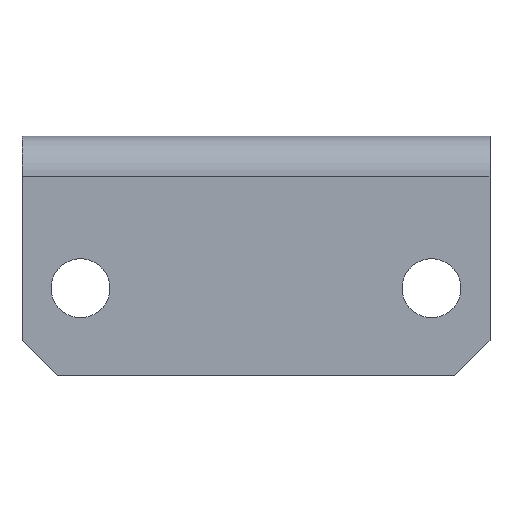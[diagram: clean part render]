
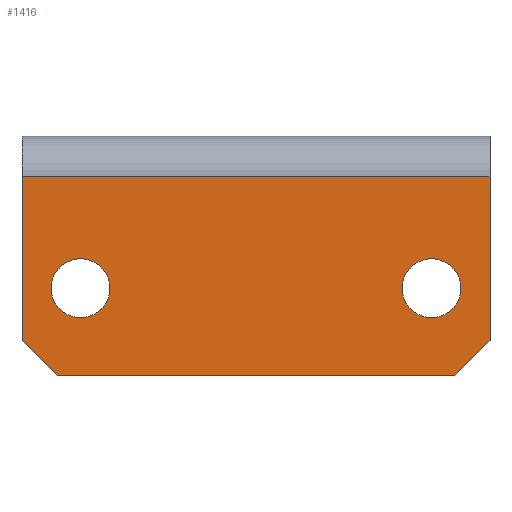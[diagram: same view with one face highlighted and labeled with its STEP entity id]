
A CAD part, front view. The second image highlights one B-rep face of the part: STEP entity #1416.
In plain terms, the highlighted planar face has unit normal (0, -1, 0).
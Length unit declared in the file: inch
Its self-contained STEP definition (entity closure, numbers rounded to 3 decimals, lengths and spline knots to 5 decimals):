
#143 = CIRCLE ( 'NONE', #1511, 0.126 ) ;
#155 = CIRCLE ( 'NONE', #1515, 0.126 ) ;
#212 = CIRCLE ( 'NONE', #1536, 0.126 ) ;
#213 = VECTOR ( 'NONE', #1390, 39.37008 ) ;
#215 = VECTOR ( 'NONE', #1393, 39.37008 ) ;
#216 = LINE ( 'NONE', #1391, #213 ) ;
#218 = LINE ( 'NONE', #1395, #215 ) ;
#221 = CIRCLE ( 'NONE', #1537, 0.126 ) ;
#228 = VECTOR ( 'NONE', #806, 39.37008 ) ;
#231 = LINE ( 'NONE', #801, #228 ) ;
#232 = VECTOR ( 'NONE', #808, 39.37008 ) ;
#236 = VECTOR ( 'NONE', #811, 39.37008 ) ;
#237 = LINE ( 'NONE', #813, #232 ) ;
#238 = VECTOR ( 'NONE', #812, 39.37008 ) ;
#241 = LINE ( 'NONE', #814, #238 ) ;
#243 = LINE ( 'NONE', #822, #236 ) ;
#341 = FACE_BOUND ( 'NONE', #761, .T. ) ;
#346 = FACE_BOUND ( 'NONE', #743, .T. ) ;
#353 = FACE_OUTER_BOUND ( 'NONE', #756, .T. ) ;
#535 = ORIENTED_EDGE ( 'NONE', *, *, #1592, .T. ) ;
#536 = ORIENTED_EDGE ( 'NONE', *, *, #1655, .T. ) ;
#537 = ORIENTED_EDGE ( 'NONE', *, *, #1600, .T. ) ;
#538 = ORIENTED_EDGE ( 'NONE', *, *, #1663, .T. ) ;
#539 = ORIENTED_EDGE ( 'NONE', *, *, #1595, .T. ) ;
#540 = ORIENTED_EDGE ( 'NONE', *, *, #1597, .T. ) ;
#541 = ORIENTED_EDGE ( 'NONE', *, *, #1579, .T. ) ;
#542 = ORIENTED_EDGE ( 'NONE', *, *, #1559, .F. ) ;
#543 = ORIENTED_EDGE ( 'NONE', *, *, #1561, .T. ) ;
#544 = ORIENTED_EDGE ( 'NONE', *, *, #1568, .T. ) ;
#575 = VERTEX_POINT ( 'NONE', #1176 ) ;
#576 = VERTEX_POINT ( 'NONE', #891 ) ;
#583 = VERTEX_POINT ( 'NONE', #894 ) ;
#584 = VERTEX_POINT ( 'NONE', #866 ) ;
#600 = VERTEX_POINT ( 'NONE', #1234 ) ;
#606 = VERTEX_POINT ( 'NONE', #943 ) ;
#612 = VERTEX_POINT ( 'NONE', #1214 ) ;
#618 = VERTEX_POINT ( 'NONE', #836 ) ;
#619 = VERTEX_POINT ( 'NONE', #831 ) ;
#622 = VERTEX_POINT ( 'NONE', #1213 ) ;
#743 = EDGE_LOOP ( 'NONE', ( #535, #536 ) ) ;
#756 = EDGE_LOOP ( 'NONE', ( #539, #540, #541, #542, #543, #544 ) ) ;
#761 = EDGE_LOOP ( 'NONE', ( #537, #538 ) ) ;
#801 = CARTESIAN_POINT ( 'NONE',  ( 1., -1.15, 0. ) ) ;
#806 = DIRECTION ( 'NONE',  ( 0., 0., 1. ) ) ;
#808 = DIRECTION ( 'NONE',  ( 0.707, 0., -0.707 ) ) ;
#811 = DIRECTION ( 'NONE',  ( 0., 0., -1. ) ) ;
#812 = DIRECTION ( 'NONE',  ( 1., 0., 0. ) ) ;
#813 = CARTESIAN_POINT ( 'NONE',  ( -0.85, -1.15, -0.9 ) ) ;
#814 = CARTESIAN_POINT ( 'NONE',  ( 0., -1.15, -0.048 ) ) ;
#822 = CARTESIAN_POINT ( 'NONE',  ( -1., -1.15, -0.9 ) ) ;
#831 = CARTESIAN_POINT ( 'NONE',  ( -1., -1.15, -0.75 ) ) ;
#836 = CARTESIAN_POINT ( 'NONE',  ( -1., -1.15, -0.048 ) ) ;
#866 = CARTESIAN_POINT ( 'NONE',  ( -0.75, -1.15, -0.399 ) ) ;
#891 = CARTESIAN_POINT ( 'NONE',  ( 0.75, -1.15, -0.399 ) ) ;
#894 = CARTESIAN_POINT ( 'NONE',  ( -0.75, -1.15, -0.651 ) ) ;
#943 = CARTESIAN_POINT ( 'NONE',  ( -0.85, -1.15, -0.9 ) ) ;
#1154 = DIRECTION ( 'NONE',  ( 0., 0., 1. ) ) ;
#1155 = DIRECTION ( 'NONE',  ( 0., 1., 0. ) ) ;
#1156 = CARTESIAN_POINT ( 'NONE',  ( -0.75, -1.15, -0.525 ) ) ;
#1176 = CARTESIAN_POINT ( 'NONE',  ( 0.75, -1.15, -0.651 ) ) ;
#1186 = DIRECTION ( 'NONE',  ( 0., 0., 1. ) ) ;
#1188 = DIRECTION ( 'NONE',  ( 0., 1., 0. ) ) ;
#1189 = CARTESIAN_POINT ( 'NONE',  ( 0.75, -1.15, -0.525 ) ) ;
#1213 = CARTESIAN_POINT ( 'NONE',  ( 0.85, -1.15, -0.9 ) ) ;
#1214 = CARTESIAN_POINT ( 'NONE',  ( 1., -1.15, -0.75 ) ) ;
#1234 = CARTESIAN_POINT ( 'NONE',  ( 1., -1.15, -0.048 ) ) ;
#1316 = DIRECTION ( 'NONE',  ( 0., 0., 1. ) ) ;
#1317 = PLANE ( 'NONE',  #1607 ) ;
#1319 = CARTESIAN_POINT ( 'NONE',  ( 0., -1.15, 0. ) ) ;
#1331 = DIRECTION ( 'NONE',  ( 0., 1., 0. ) ) ;
#1382 = DIRECTION ( 'NONE',  ( 0., 0., 1. ) ) ;
#1384 = DIRECTION ( 'NONE',  ( 0., 1., 0. ) ) ;
#1385 = CARTESIAN_POINT ( 'NONE',  ( -0.75, -1.15, -0.525 ) ) ;
#1390 = DIRECTION ( 'NONE',  ( 0.707, 0., 0.707 ) ) ;
#1391 = CARTESIAN_POINT ( 'NONE',  ( 1., -1.15, -0.75 ) ) ;
#1393 = DIRECTION ( 'NONE',  ( 1., 0., 0. ) ) ;
#1395 = CARTESIAN_POINT ( 'NONE',  ( 1., -1.15, -0.9 ) ) ;
#1397 = DIRECTION ( 'NONE',  ( 0., 0., 1. ) ) ;
#1399 = DIRECTION ( 'NONE',  ( 0., 1., 0. ) ) ;
#1401 = CARTESIAN_POINT ( 'NONE',  ( 0.75, -1.15, -0.525 ) ) ;
#1416 = ADVANCED_FACE ( 'NONE', ( #346, #341, #353 ), #1317, .F. ) ;
#1511 = AXIS2_PLACEMENT_3D ( 'NONE', #1156, #1155, #1154 ) ;
#1515 = AXIS2_PLACEMENT_3D ( 'NONE', #1189, #1188, #1186 ) ;
#1536 = AXIS2_PLACEMENT_3D ( 'NONE', #1385, #1384, #1382 ) ;
#1537 = AXIS2_PLACEMENT_3D ( 'NONE', #1401, #1399, #1397 ) ;
#1559 = EDGE_CURVE ( 'NONE', #618, #600, #241, .T. ) ;
#1561 = EDGE_CURVE ( 'NONE', #618, #619, #243, .T. ) ;
#1568 = EDGE_CURVE ( 'NONE', #619, #606, #237, .T. ) ;
#1579 = EDGE_CURVE ( 'NONE', #612, #600, #231, .T. ) ;
#1592 = EDGE_CURVE ( 'NONE', #576, #575, #221, .T. ) ;
#1595 = EDGE_CURVE ( 'NONE', #606, #622, #218, .T. ) ;
#1597 = EDGE_CURVE ( 'NONE', #622, #612, #216, .T. ) ;
#1600 = EDGE_CURVE ( 'NONE', #584, #583, #212, .T. ) ;
#1607 = AXIS2_PLACEMENT_3D ( 'NONE', #1319, #1331, #1316 ) ;
#1655 = EDGE_CURVE ( 'NONE', #575, #576, #155, .T. ) ;
#1663 = EDGE_CURVE ( 'NONE', #583, #584, #143, .T. ) ;
